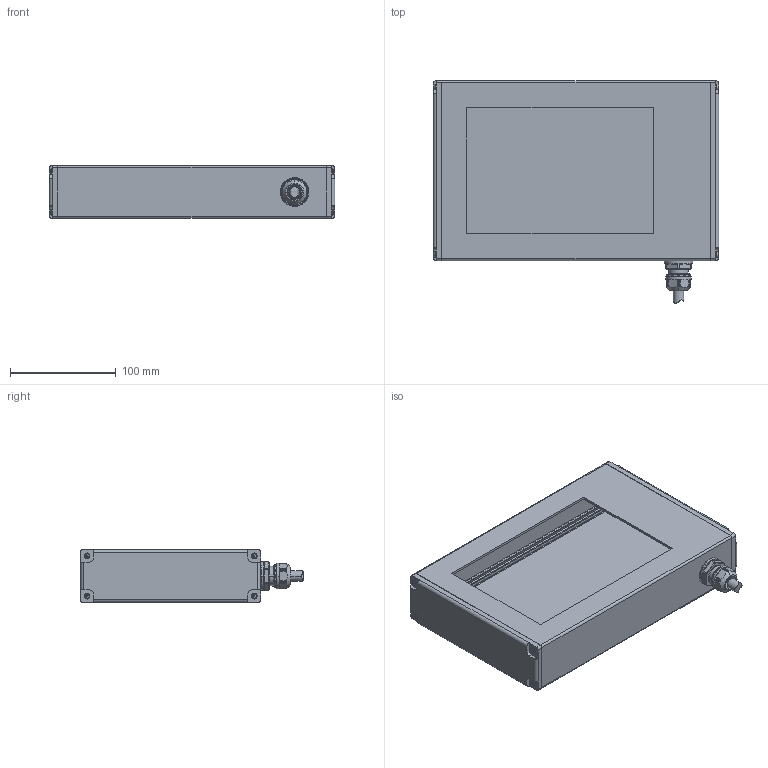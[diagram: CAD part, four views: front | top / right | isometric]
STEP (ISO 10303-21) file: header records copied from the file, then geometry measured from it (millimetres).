
FILE_DESCRIPTION (( 'STEP AP203' ), '1' );
FILE_NAME ('CYC-702-STP.step', '2025-06-25T01:58:00', ( '' ), ( '' ), 'SwSTEP 2.0', 'SolidWorks 2020', '' );
FILE_SCHEMA (( 'CONFIG_CONTROL_DESIGN' ));
Length unit declared in the file: millimetre
Products named in the file (1): CYC-702-STP
Bounding box: 270 x 210.36 x 50 mm (x, y, z)
Volume: 333103.4 mm3; surface area: 228221.9 mm2
Topology: 2 solids, 3 shells, 714 faces, 1934 edges, 1258 vertices
Faces by surface type: plane 368, cylinder 182, bspline 95, cone 53, torus 16
Entity records: 27179 total; most frequent: CARTESIAN_POINT 9781, ORIENTED_EDGE 3868, DIRECTION 3320, EDGE_CURVE 1934, VERTEX_POINT 1258, AXIS2_PLACEMENT_3D 1124, LINE 1072, VECTOR 1072
